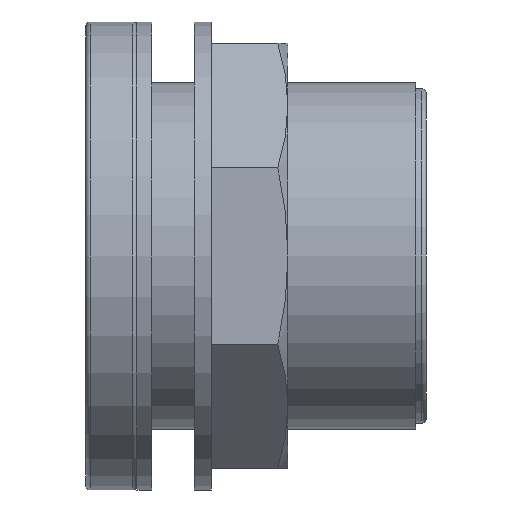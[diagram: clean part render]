
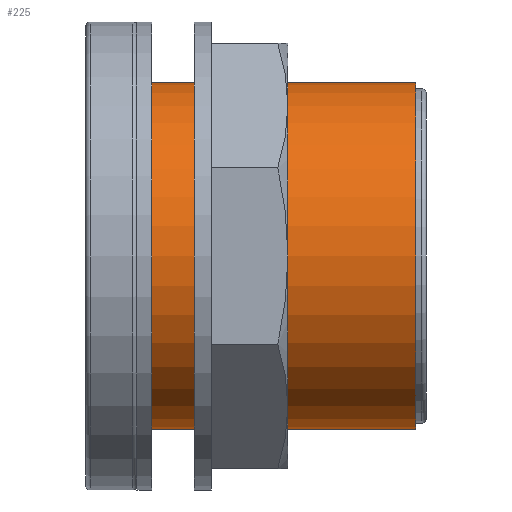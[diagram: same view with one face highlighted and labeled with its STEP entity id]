
A CAD part, left-side view. The second image highlights one B-rep face of the part: STEP entity #225.
In plain terms, the highlighted cylindrical face has radius 40.767 mm (diameter 81.534 mm), a partial arc.
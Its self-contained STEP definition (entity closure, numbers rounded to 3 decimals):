
#16 = VERTEX_POINT ( 'NONE', #681 ) ;
#35 = EDGE_CURVE ( 'NONE', #16, #151, #800, .T. ) ;
#42 = EDGE_CURVE ( 'NONE', #44, #93, #828, .T. ) ;
#44 = VERTEX_POINT ( 'NONE', #820 ) ;
#93 = VERTEX_POINT ( 'NONE', #1025 ) ;
#150 = EDGE_CURVE ( 'NONE', #151, #93, #1158, .T. ) ;
#151 = VERTEX_POINT ( 'NONE', #1153 ) ;
#225 = ADVANCED_FACE ( 'NONE', ( #1454 ), #1434, .T. ) ;
#226 = EDGE_LOOP ( 'NONE', ( #227, #228, #230, #231 ) ) ;
#227 = ORIENTED_EDGE ( 'NONE', *, *, #42, .F. ) ;
#228 = ORIENTED_EDGE ( 'NONE', *, *, #229, .T. ) ;
#229 = EDGE_CURVE ( 'NONE', #44, #16, #1487, .T. ) ;
#230 = ORIENTED_EDGE ( 'NONE', *, *, #35, .T. ) ;
#231 = ORIENTED_EDGE ( 'NONE', *, *, #150, .T. ) ;
#681 = CARTESIAN_POINT ( 'NONE',  ( 0., 2.5, 40.767 ) ) ;
#797 = DIRECTION ( 'NONE',  ( 0., 1., 0. ) ) ;
#798 = VECTOR ( 'NONE', #797, 1000. ) ;
#799 = CARTESIAN_POINT ( 'NONE',  ( 0., 0., 40.767 ) ) ;
#800 = LINE ( 'NONE', #799, #798 ) ;
#820 = CARTESIAN_POINT ( 'NONE',  ( 0., 2.5, -40.767 ) ) ;
#821 = DIRECTION ( 'NONE',  ( 0., 1., 0. ) ) ;
#822 = VECTOR ( 'NONE', #821, 1000. ) ;
#823 = CARTESIAN_POINT ( 'NONE',  ( 0., 0., -40.767 ) ) ;
#828 = LINE ( 'NONE', #823, #822 ) ;
#1025 = CARTESIAN_POINT ( 'NONE',  ( 0., 65.5, -40.767 ) ) ;
#1153 = CARTESIAN_POINT ( 'NONE',  ( 0., 65.5, 40.767 ) ) ;
#1154 = DIRECTION ( 'NONE',  ( 0., 0., 1. ) ) ;
#1155 = DIRECTION ( 'NONE',  ( 0., -1., 0. ) ) ;
#1156 = CARTESIAN_POINT ( 'NONE',  ( 0., 65.5, 0. ) ) ;
#1157 = AXIS2_PLACEMENT_3D ( 'NONE', #1156, #1155, #1154 ) ;
#1158 = CIRCLE ( 'NONE', #1157, 40.767 ) ;
#1431 = DIRECTION ( 'NONE',  ( 0., 0., 1. ) ) ;
#1432 = DIRECTION ( 'NONE',  ( 0., 1., 0. ) ) ;
#1433 = AXIS2_PLACEMENT_3D ( 'NONE', #1435, #1432, #1431 ) ;
#1434 = CYLINDRICAL_SURFACE ( 'NONE', #1433, 40.767 ) ;
#1435 = CARTESIAN_POINT ( 'NONE',  ( 0., 0., 0. ) ) ;
#1454 = FACE_OUTER_BOUND ( 'NONE', #226, .T. ) ;
#1483 = DIRECTION ( 'NONE',  ( 0., 0., 1. ) ) ;
#1484 = DIRECTION ( 'NONE',  ( 0., 1., 0. ) ) ;
#1485 = CARTESIAN_POINT ( 'NONE',  ( 0., 2.5, 0. ) ) ;
#1486 = AXIS2_PLACEMENT_3D ( 'NONE', #1485, #1484, #1483 ) ;
#1487 = CIRCLE ( 'NONE', #1486, 40.767 ) ;
